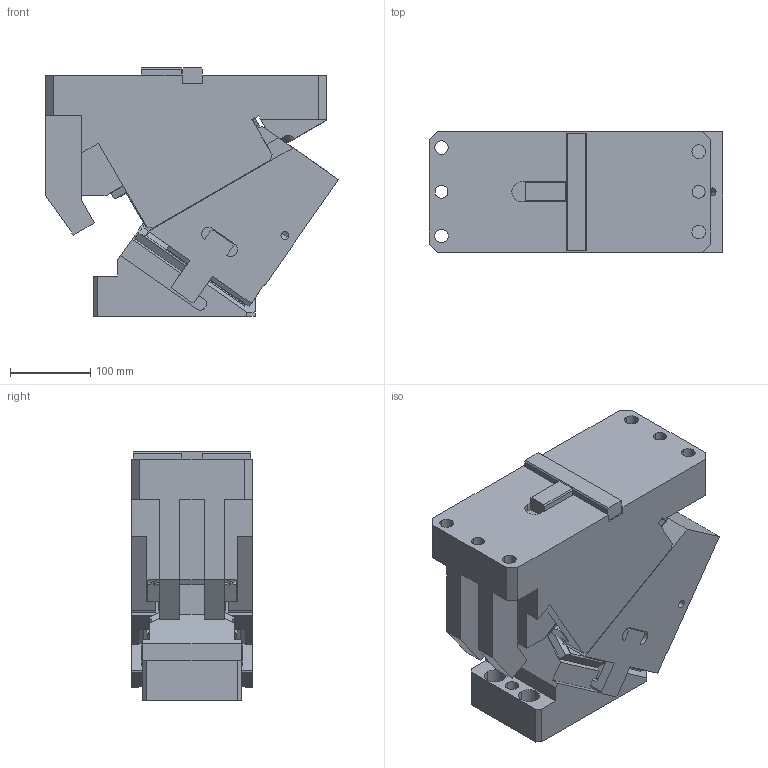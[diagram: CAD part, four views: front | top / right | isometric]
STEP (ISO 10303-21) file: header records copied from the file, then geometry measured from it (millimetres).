
FILE_DESCRIPTION(('CATIA V5 STEP Exchange'),'2;1');
FILE_NAME('CACV_F_150_35.stp','2015-04-27T06:46:12+00:00',('none'),('none'),'CATIA Version 5 Release 19 SP 2 (IN-10)','CATIA V5 STEP AP203','none');
FILE_SCHEMA(('CONFIG_CONTROL_DESIGN'));
Length unit declared in the file: millimetre
Products named in the file (1): CACV_F_150_35
Bounding box: 364.66 x 150 x 309 mm (x, y, z)
Volume: 10749670.4 mm3; surface area: 658206.4 mm2
Topology: 3 solids, 7 shells, 502 faces, 1389 edges, 905 vertices
Faces by surface type: plane 354, cylinder 134, extrusion 8, cone 6
Entity records: 16707 total; most frequent: CARTESIAN_POINT 4363, ORIENTED_EDGE 2766, DIRECTION 2120, EDGE_CURVE 1383, VECTOR 1082, LINE 1074, VERTEX_POINT 905, AXIS2_PLACEMENT_3D 596
